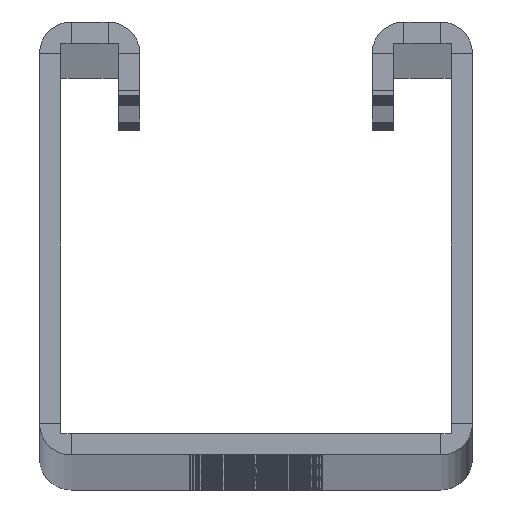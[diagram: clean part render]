
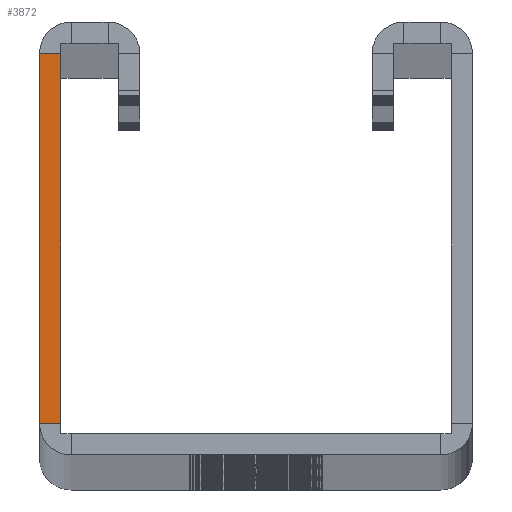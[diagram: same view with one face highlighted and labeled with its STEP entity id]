
A CAD part, top view. The second image highlights one B-rep face of the part: STEP entity #3872.
In plain terms, the highlighted planar face has unit normal (0, 0, 1).
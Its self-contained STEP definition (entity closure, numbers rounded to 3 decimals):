
#1564 = LINE ( 'NONE', #39063, #58216 ) ;
#3872 = ADVANCED_FACE ( 'NONE', ( #26755 ), #42098, .T. ) ;
#4615 = VERTEX_POINT ( 'NONE', #54288 ) ;
#4730 = CARTESIAN_POINT ( 'NONE',  ( -17.5, 2., 0. ) ) ;
#9693 = DIRECTION ( 'NONE',  ( 0., 0., 1. ) ) ;
#11481 = VERTEX_POINT ( 'NONE', #27798 ) ;
#11632 = CARTESIAN_POINT ( 'NONE',  ( -18.5, 38., 0. ) ) ;
#14340 = ORIENTED_EDGE ( 'NONE', *, *, #68934, .T. ) ;
#18486 = CARTESIAN_POINT ( 'NONE',  ( -20.5, 38., 0. ) ) ;
#18949 = DIRECTION ( 'NONE',  ( 1., 0., 0. ) ) ;
#19114 = LINE ( 'NONE', #11632, #69837 ) ;
#22313 = DIRECTION ( 'NONE',  ( -1., 0., 0. ) ) ;
#22573 = ORIENTED_EDGE ( 'NONE', *, *, #51576, .T. ) ;
#24950 = EDGE_CURVE ( 'NONE', #11481, #54261, #1564, .T. ) ;
#26755 = FACE_OUTER_BOUND ( 'NONE', #56605, .T. ) ;
#27798 = CARTESIAN_POINT ( 'NONE',  ( -18.5, 3., 0. ) ) ;
#29060 = ORIENTED_EDGE ( 'NONE', *, *, #24950, .T. ) ;
#34735 = CARTESIAN_POINT ( 'NONE',  ( -20.5, 0., 0. ) ) ;
#35022 = CARTESIAN_POINT ( 'NONE',  ( -20.5, 3., 0. ) ) ;
#39063 = CARTESIAN_POINT ( 'NONE',  ( -18.5, 0., 0. ) ) ;
#39247 = EDGE_CURVE ( 'NONE', #4615, #44567, #66378, .T. ) ;
#42098 = PLANE ( 'NONE',  #58017 ) ;
#42552 = DIRECTION ( 'NONE',  ( 1., 0., 0. ) ) ;
#44567 = VERTEX_POINT ( 'NONE', #18486 ) ;
#44751 = DIRECTION ( 'NONE',  ( 0., 1., 0. ) ) ;
#49187 = VECTOR ( 'NONE', #18949, 1000. ) ;
#51576 = EDGE_CURVE ( 'NONE', #54261, #44567, #19114, .T. ) ;
#54261 = VERTEX_POINT ( 'NONE', #61207 ) ;
#54288 = CARTESIAN_POINT ( 'NONE',  ( -20.5, 3., 0. ) ) ;
#55958 = LINE ( 'NONE', #35022, #49187 ) ;
#56605 = EDGE_LOOP ( 'NONE', ( #67544, #14340, #29060, #22573 ) ) ;
#58017 = AXIS2_PLACEMENT_3D ( 'NONE', #4730, #9693, #42552 ) ;
#58216 = VECTOR ( 'NONE', #44751, 1000. ) ;
#61207 = CARTESIAN_POINT ( 'NONE',  ( -18.5, 38., 0. ) ) ;
#62369 = DIRECTION ( 'NONE',  ( 0., 1., 0. ) ) ;
#66378 = LINE ( 'NONE', #34735, #69752 ) ;
#67544 = ORIENTED_EDGE ( 'NONE', *, *, #39247, .F. ) ;
#68934 = EDGE_CURVE ( 'NONE', #4615, #11481, #55958, .T. ) ;
#69752 = VECTOR ( 'NONE', #62369, 1000. ) ;
#69837 = VECTOR ( 'NONE', #22313, 1000. ) ;
